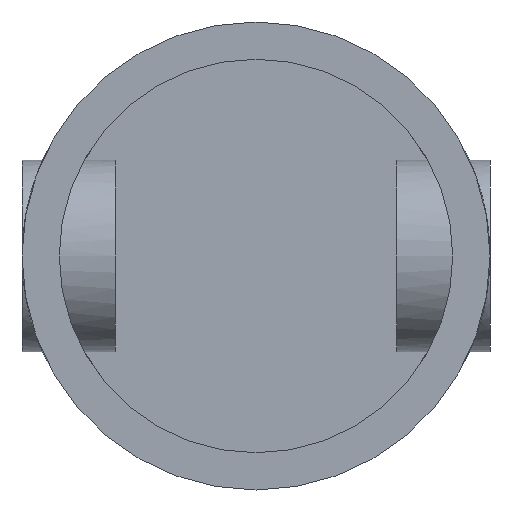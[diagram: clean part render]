
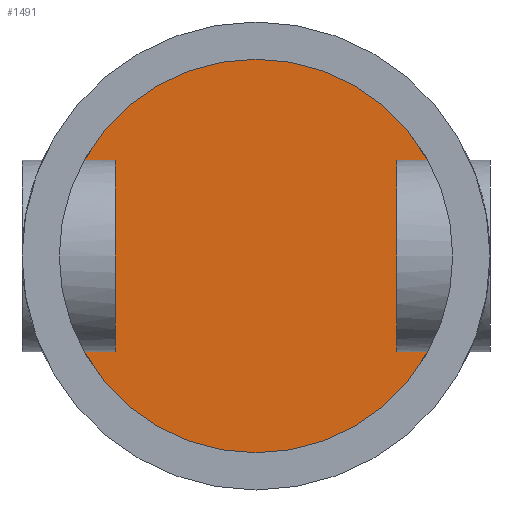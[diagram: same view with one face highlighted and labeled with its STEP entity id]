
A CAD part, front view. The second image highlights one B-rep face of the part: STEP entity #1491.
In plain terms, the highlighted planar face has unit normal (0, -1, 0).
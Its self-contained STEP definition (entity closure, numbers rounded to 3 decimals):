
#512=CARTESIAN_POINT('',(0.,-3.,0.));
#513=DIRECTION('',(0.,-1.,0.));
#514=DIRECTION('',(1.,0.,0.));
#515=AXIS2_PLACEMENT_3D('',#512,#513,#514);
#517=CARTESIAN_POINT('',(0.,-3.,0.));
#518=DIRECTION('',(0.,-1.,0.));
#519=DIRECTION('',(-1.,0.,0.));
#520=AXIS2_PLACEMENT_3D('',#517,#518,#519);
#913=CARTESIAN_POINT('',(37.,-3.,0.));
#914=CARTESIAN_POINT('',(-37.,-3.,0.));
#915=VERTEX_POINT('',#913);
#916=VERTEX_POINT('',#914);
#1482=CARTESIAN_POINT('',(0.,-3.,0.));
#1483=DIRECTION('',(0.,-1.,0.));
#1484=DIRECTION('',(1.,0.,0.));
#1485=AXIS2_PLACEMENT_3D('',#1482,#1483,#1484);
#1486=PLANE('',#1485);
#1487=ORIENTED_EDGE('',*,*,#1453,.F.);
#1488=ORIENTED_EDGE('',*,*,#1467,.F.);
#1489=EDGE_LOOP('',(#1487,#1488));
#1490=FACE_OUTER_BOUND('',#1489,.F.);
#1491=ADVANCED_FACE('',(#1490),#1486,.T.);
#516=CIRCLE('',#515,37.);
#521=CIRCLE('',#520,37.);
#1453=EDGE_CURVE('',#915,#916,#516,.T.);
#1467=EDGE_CURVE('',#916,#915,#521,.T.);
